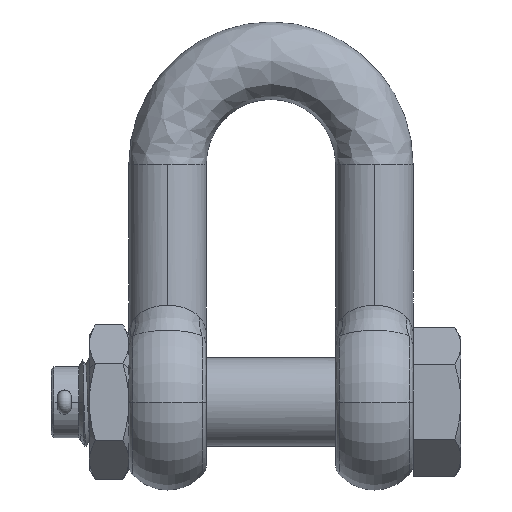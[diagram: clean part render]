
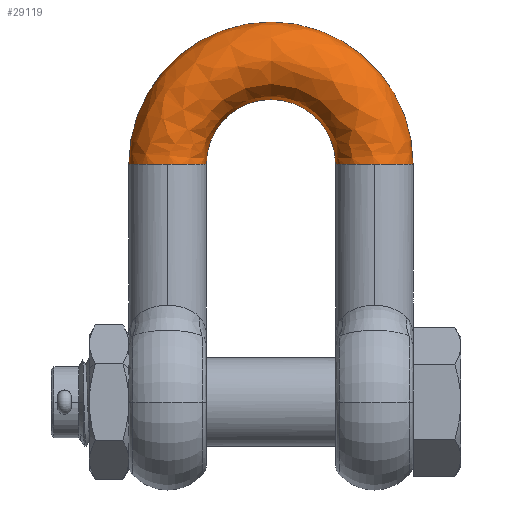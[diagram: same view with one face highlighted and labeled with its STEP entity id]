
A CAD part, top view. The second image highlights one B-rep face of the part: STEP entity #29119.
In plain terms, the highlighted free-form (B-spline) face has degree [3, 3] with [4, 4] control points.
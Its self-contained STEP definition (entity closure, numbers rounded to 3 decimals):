
#3687 = DIRECTION ( 'NONE',  ( -1., 0., 0. ) ) ;
#3688 = DIRECTION ( 'NONE',  ( 0., 0., 1. ) ) ;
#3689 = CARTESIAN_POINT ( 'NONE',  ( 0., 175., 0. ) ) ;
#3690 = AXIS2_PLACEMENT_3D ( 'NONE', #3689, #3688, #3687 ) ;
#3691 = CIRCLE ( 'NONE', #3690, 104.5 ) ;
#6699 = CARTESIAN_POINT ( 'NONE',  ( -104.5, 175., 0. ) ) ;
#7537 = DIRECTION ( 'NONE',  ( 0., 0., -1. ) ) ;
#7538 = DIRECTION ( 'NONE',  ( 0., -1., 0. ) ) ;
#7539 = CARTESIAN_POINT ( 'NONE',  ( -76., 175., 0. ) ) ;
#7540 = AXIS2_PLACEMENT_3D ( 'NONE', #7539, #7538, #7537 ) ;
#7541 = CIRCLE ( 'NONE', #7540, 28.5 ) ;
#16913 = EDGE_CURVE ( 'NONE', #16956, #16957, #23996, .T. ) ;
#16956 = VERTEX_POINT ( 'NONE', #24058 ) ;
#16957 = VERTEX_POINT ( 'NONE', #24057 ) ;
#17699 = VERTEX_POINT ( 'NONE', #30026 ) ;
#17701 = EDGE_CURVE ( 'NONE', #17699, #17702, #30018, .T. ) ;
#17702 = VERTEX_POINT ( 'NONE', #30013 ) ;
#23983 = DIRECTION ( 'NONE',  ( 1., 0., 0. ) ) ;
#23984 = DIRECTION ( 'NONE',  ( 0., 1., 0. ) ) ;
#23995 = AXIS2_PLACEMENT_3D ( 'NONE', #23998, #23984, #23983 ) ;
#23996 = CIRCLE ( 'NONE', #23995, 28.5 ) ;
#23998 = CARTESIAN_POINT ( 'NONE',  ( 76., 175., 0. ) ) ;
#24057 = CARTESIAN_POINT ( 'NONE',  ( 104.5, 175., 0. ) ) ;
#24058 = CARTESIAN_POINT ( 'NONE',  ( 76., 175., 28.5 ) ) ;
#29119 = ADVANCED_FACE ( 'NONE', ( #35893 ), #35885, .F. ) ;
#29120 = EDGE_LOOP ( 'NONE', ( #29140, #29141, #29144, #29146, #29193, #29233 ) ) ;
#29140 = ORIENTED_EDGE ( 'NONE', *, *, #17701, .F. ) ;
#29141 = ORIENTED_EDGE ( 'NONE', *, *, #29142, .T. ) ;
#29142 = EDGE_CURVE ( 'NONE', #17699, #29143, #36033, .T. ) ;
#29143 = VERTEX_POINT ( 'NONE', #36027 ) ;
#29144 = ORIENTED_EDGE ( 'NONE', *, *, #29145, .T. ) ;
#29145 = EDGE_CURVE ( 'NONE', #29143, #16956, #36022, .T. ) ;
#29146 = ORIENTED_EDGE ( 'NONE', *, *, #16913, .T. ) ;
#29193 = ORIENTED_EDGE ( 'NONE', *, *, #29194, .T. ) ;
#29194 = EDGE_CURVE ( 'NONE', #16957, #30850, #3691, .T. ) ;
#29233 = ORIENTED_EDGE ( 'NONE', *, *, #31439, .F. ) ;
#30013 = CARTESIAN_POINT ( 'NONE',  ( -76., 175., 28.5 ) ) ;
#30014 = DIRECTION ( 'NONE',  ( 0., 0., -1. ) ) ;
#30015 = DIRECTION ( 'NONE',  ( 0., -1., 0. ) ) ;
#30016 = CARTESIAN_POINT ( 'NONE',  ( -76., 175., 0. ) ) ;
#30017 = AXIS2_PLACEMENT_3D ( 'NONE', #30016, #30015, #30014 ) ;
#30018 = CIRCLE ( 'NONE', #30017, 28.5 ) ;
#30026 = CARTESIAN_POINT ( 'NONE',  ( -47.5, 175., 0. ) ) ;
#30850 = VERTEX_POINT ( 'NONE', #6699 ) ;
#31439 = EDGE_CURVE ( 'NONE', #17702, #30850, #7541, .T. ) ;
#35851 = CARTESIAN_POINT ( 'NONE',  ( 47.5, 175., 0. ) ) ;
#35852 = CARTESIAN_POINT ( 'NONE',  ( 47.5, 270., 0. ) ) ;
#35854 = CARTESIAN_POINT ( 'NONE',  ( -47.5, 270., 0. ) ) ;
#35856 = CARTESIAN_POINT ( 'NONE',  ( -47.5, 175., 0. ) ) ;
#35885 =( BOUNDED_SURFACE ( )  B_SPLINE_SURFACE ( 3, 3, ( 
 ( #35856, #35854, #35852, #35851 ),
 ( #35982, #35981, #35979, #35977 ),
 ( #35974, #35972, #35970, #35968 ),
 ( #35965, #35963, #35961, #35959 ) ),
 .UNSPECIFIED., .F., .F., .F. ) 
 B_SPLINE_SURFACE_WITH_KNOTS ( ( 4, 4 ),
 ( 4, 4 ),
 ( 0., 1. ),
 ( 0., 1. ),
 .UNSPECIFIED. ) 
 GEOMETRIC_REPRESENTATION_ITEM ( )  RATIONAL_B_SPLINE_SURFACE ( (
 ( 1., 0.333, 0.333, 1.),
 ( 0.333, 0.111, 0.111, 0.333),
 ( 0.333, 0.111, 0.111, 0.333),
 ( 1., 0.333, 0.333, 1.) ) ) 
 REPRESENTATION_ITEM ( '' )  SURFACE ( )  );
#35893 = FACE_OUTER_BOUND ( 'NONE', #29120, .T. ) ;
#35959 = CARTESIAN_POINT ( 'NONE',  ( 104.5, 175., 0. ) ) ;
#35961 = CARTESIAN_POINT ( 'NONE',  ( 104.5, 384., 0. ) ) ;
#35963 = CARTESIAN_POINT ( 'NONE',  ( -104.5, 384., 0. ) ) ;
#35965 = CARTESIAN_POINT ( 'NONE',  ( -104.5, 175., 0. ) ) ;
#35968 = CARTESIAN_POINT ( 'NONE',  ( 104.5, 175., 57. ) ) ;
#35970 = CARTESIAN_POINT ( 'NONE',  ( 104.5, 384., 57. ) ) ;
#35972 = CARTESIAN_POINT ( 'NONE',  ( -104.5, 384., 57. ) ) ;
#35974 = CARTESIAN_POINT ( 'NONE',  ( -104.5, 175., 57. ) ) ;
#35977 = CARTESIAN_POINT ( 'NONE',  ( 47.5, 175., 57. ) ) ;
#35979 = CARTESIAN_POINT ( 'NONE',  ( 47.5, 270., 57. ) ) ;
#35981 = CARTESIAN_POINT ( 'NONE',  ( -47.5, 270., 57. ) ) ;
#35982 = CARTESIAN_POINT ( 'NONE',  ( -47.5, 175., 57. ) ) ;
#36017 = DIRECTION ( 'NONE',  ( 1., 0., 0. ) ) ;
#36019 = DIRECTION ( 'NONE',  ( 0., 1., 0. ) ) ;
#36020 = CARTESIAN_POINT ( 'NONE',  ( 76., 175., 0. ) ) ;
#36021 = AXIS2_PLACEMENT_3D ( 'NONE', #36020, #36019, #36017 ) ;
#36022 = CIRCLE ( 'NONE', #36021, 28.5 ) ;
#36027 = CARTESIAN_POINT ( 'NONE',  ( 47.5, 175., 0. ) ) ;
#36028 = DIRECTION ( 'NONE',  ( -1., 0., 0. ) ) ;
#36030 = DIRECTION ( 'NONE',  ( 0., 0., -1. ) ) ;
#36031 = AXIS2_PLACEMENT_3D ( 'NONE', #36044, #36030, #36028 ) ;
#36033 = CIRCLE ( 'NONE', #36031, 47.5 ) ;
#36044 = CARTESIAN_POINT ( 'NONE',  ( 0., 175., 0. ) ) ;
